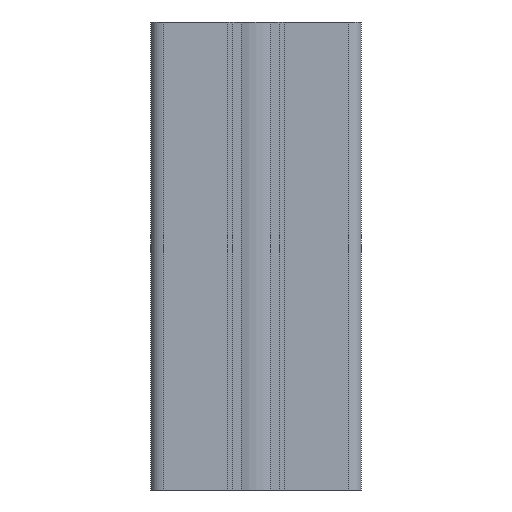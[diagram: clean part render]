
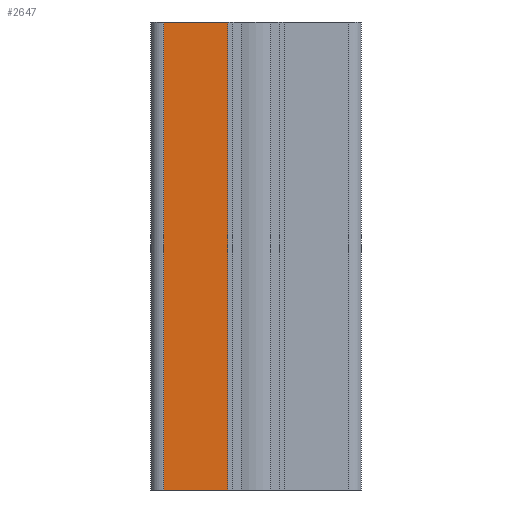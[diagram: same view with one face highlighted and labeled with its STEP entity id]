
A CAD part, left-side view. The second image highlights one B-rep face of the part: STEP entity #2647.
In plain terms, the highlighted planar face has unit normal (-1, 0, 0).
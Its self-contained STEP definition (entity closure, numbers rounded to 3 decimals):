
#1486=CARTESIAN_POINT('',(-22.5,6.,0.0));
#1487=VERTEX_POINT('',#1486);
#1502=CARTESIAN_POINT('',(-22.5,6.,100.0));
#1503=VERTEX_POINT('',#1502);
#1510=CARTESIAN_POINT('',(-22.5,6.,0.0));
#1511=DIRECTION('',(0.0,0.0,1.0));
#1512=VECTOR('',#1511,100.0);
#1513=LINE('',#1510,#1512);
#1514=EDGE_CURVE('',#1487,#1503,#1513,.T.);
#1656=CARTESIAN_POINT('',(-22.5,19.7,0.0));
#1657=VERTEX_POINT('',#1656);
#1658=CARTESIAN_POINT('',(-22.5,6.,0.0));
#1659=DIRECTION('',(0.0,1.0,0.0));
#1660=VECTOR('',#1659,13.7);
#1661=LINE('',#1658,#1660);
#1662=EDGE_CURVE('',#1487,#1657,#1661,.T.);
#2624=CARTESIAN_POINT('',(-22.5,6.,0.0));
#2625=DIRECTION('',(-1.0,0.0,0.0));
#2626=DIRECTION('',(0.0,0.0,1.0));
#2627=AXIS2_PLACEMENT_3D('',#2624,#2625,#2626);
#2628=PLANE('',#2627);
#2629=ORIENTED_EDGE('',*,*,#1514,.T.);
#2630=CARTESIAN_POINT('',(-22.5,19.7,100.0));
#2631=VERTEX_POINT('',#2630);
#2632=CARTESIAN_POINT('',(-22.5,6.,100.0));
#2633=DIRECTION('',(0.0,1.0,0.0));
#2634=VECTOR('',#2633,13.7);
#2635=LINE('',#2632,#2634);
#2636=EDGE_CURVE('',#1503,#2631,#2635,.T.);
#2637=ORIENTED_EDGE('',*,*,#2636,.T.);
#2638=CARTESIAN_POINT('',(-22.5,19.7,0.0));
#2639=DIRECTION('',(0.0,0.0,1.0));
#2640=VECTOR('',#2639,100.0);
#2641=LINE('',#2638,#2640);
#2642=EDGE_CURVE('',#1657,#2631,#2641,.T.);
#2643=ORIENTED_EDGE('',*,*,#2642,.F.);
#2644=ORIENTED_EDGE('',*,*,#1662,.F.);
#2645=EDGE_LOOP('',(#2629,#2637,#2643,#2644));
#2646=FACE_OUTER_BOUND('',#2645,.T.);
#2647=ADVANCED_FACE('',(#2646),#2628,.T.);
